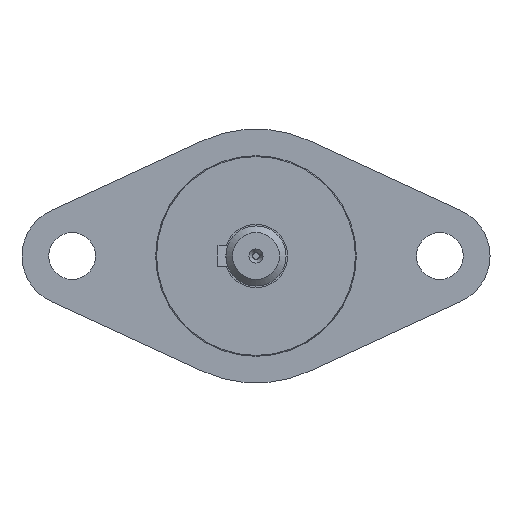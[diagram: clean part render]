
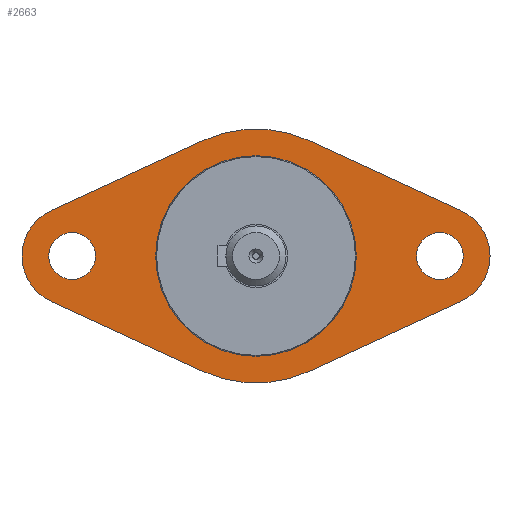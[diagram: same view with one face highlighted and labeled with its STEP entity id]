
A CAD part, left-side view. The second image highlights one B-rep face of the part: STEP entity #2663.
In plain terms, the highlighted planar face has unit normal (-1, 0, 0).
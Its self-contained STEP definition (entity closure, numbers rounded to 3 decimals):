
#114=LINE('',#3998,#340);
#118=LINE('',#4010,#344);
#122=LINE('',#4022,#348);
#126=LINE('',#4032,#352);
#340=VECTOR('',#3246,10.);
#344=VECTOR('',#3258,10.);
#348=VECTOR('',#3270,10.);
#352=VECTOR('',#3282,10.);
#689=FACE_BOUND('',#909,.T.);
#690=FACE_BOUND('',#910,.T.);
#691=FACE_BOUND('',#911,.T.);
#756=FACE_OUTER_BOUND('',#908,.T.);
#908=EDGE_LOOP('',(#1969,#1970,#1971,#1972,#1973,#1974,#1975,#1976));
#909=EDGE_LOOP('',(#1977));
#910=EDGE_LOOP('',(#1978));
#911=EDGE_LOOP('',(#1979,#1980));
#1082=CIRCLE('',#2864,3.5);
#1084=CIRCLE('',#2867,3.5);
#1086=CIRCLE('',#2870,7.5);
#1088=CIRCLE('',#2874,19.);
#1090=CIRCLE('',#2878,7.5);
#1092=CIRCLE('',#2882,19.);
#1099=CIRCLE('',#2894,15.);
#1100=CIRCLE('',#2895,15.);
#1212=VERTEX_POINT('',#3976);
#1214=VERTEX_POINT('',#3982);
#1217=VERTEX_POINT('',#3989);
#1218=VERTEX_POINT('',#3991);
#1220=VERTEX_POINT('',#3997);
#1222=VERTEX_POINT('',#4003);
#1224=VERTEX_POINT('',#4009);
#1226=VERTEX_POINT('',#4015);
#1228=VERTEX_POINT('',#4021);
#1230=VERTEX_POINT('',#4027);
#1237=VERTEX_POINT('',#4051);
#1238=VERTEX_POINT('',#4052);
#1483=EDGE_CURVE('',#1212,#1212,#1082,.T.);
#1486=EDGE_CURVE('',#1214,#1214,#1084,.T.);
#1489=EDGE_CURVE('',#1218,#1217,#1086,.T.);
#1492=EDGE_CURVE('',#1220,#1218,#114,.T.);
#1495=EDGE_CURVE('',#1222,#1220,#1088,.T.);
#1498=EDGE_CURVE('',#1224,#1222,#118,.T.);
#1501=EDGE_CURVE('',#1226,#1224,#1090,.T.);
#1504=EDGE_CURVE('',#1228,#1226,#122,.T.);
#1507=EDGE_CURVE('',#1230,#1228,#1092,.T.);
#1510=EDGE_CURVE('',#1217,#1230,#126,.T.);
#1519=EDGE_CURVE('',#1237,#1238,#1099,.T.);
#1520=EDGE_CURVE('',#1238,#1237,#1100,.T.);
#1969=ORIENTED_EDGE('',*,*,#1501,.T.);
#1970=ORIENTED_EDGE('',*,*,#1498,.T.);
#1971=ORIENTED_EDGE('',*,*,#1495,.T.);
#1972=ORIENTED_EDGE('',*,*,#1492,.T.);
#1973=ORIENTED_EDGE('',*,*,#1489,.T.);
#1974=ORIENTED_EDGE('',*,*,#1510,.T.);
#1975=ORIENTED_EDGE('',*,*,#1507,.T.);
#1976=ORIENTED_EDGE('',*,*,#1504,.T.);
#1977=ORIENTED_EDGE('',*,*,#1483,.T.);
#1978=ORIENTED_EDGE('',*,*,#1486,.T.);
#1979=ORIENTED_EDGE('',*,*,#1519,.T.);
#1980=ORIENTED_EDGE('',*,*,#1520,.T.);
#2549=PLANE('',#2896);
#2663=ADVANCED_FACE('',(#756,#689,#690,#691),#2549,.T.);
#2864=AXIS2_PLACEMENT_3D('',#3978,#3226,#3227);
#2867=AXIS2_PLACEMENT_3D('',#3984,#3233,#3234);
#2870=AXIS2_PLACEMENT_3D('',#3992,#3240,#3241);
#2874=AXIS2_PLACEMENT_3D('',#4004,#3252,#3253);
#2878=AXIS2_PLACEMENT_3D('',#4016,#3264,#3265);
#2882=AXIS2_PLACEMENT_3D('',#4028,#3276,#3277);
#2894=AXIS2_PLACEMENT_3D('',#4053,#3305,#3306);
#2895=AXIS2_PLACEMENT_3D('',#4054,#3307,#3308);
#2896=AXIS2_PLACEMENT_3D('',#4056,#3310,#3311);
#3226=DIRECTION('center_axis',(1.,0.,0.));
#3227=DIRECTION('ref_axis',(0.,0.,
1.));
#3233=DIRECTION('center_axis',(1.,0.,0.));
#3234=DIRECTION('ref_axis',(0.,0.,
1.));
#3240=DIRECTION('center_axis',(-1.,0.,0.));
#3241=DIRECTION('ref_axis',(0.,-0.418,0.908));
#3246=DIRECTION('',(0.,-0.908,0.418));
#3252=DIRECTION('center_axis',(-1.,0.,0.));
#3253=DIRECTION('ref_axis',(0.,-0.418,-0.908));
#3258=DIRECTION('',(0.,-0.908,-0.418));
#3264=DIRECTION('center_axis',(-1.,0.,0.));
#3265=DIRECTION('ref_axis',(0.,0.418,-0.908));
#3270=DIRECTION('',(0.,0.908,-0.418));
#3276=DIRECTION('center_axis',(-1.,0.,0.));
#3277=DIRECTION('ref_axis',(0.,0.418,0.908));
#3282=DIRECTION('',(0.,0.908,0.418));
#3305=DIRECTION('center_axis',(1.,0.,0.));
#3306=DIRECTION('ref_axis',(0.,1.,0.));
#3307=DIRECTION('center_axis',(1.,0.,0.));
#3308=DIRECTION('ref_axis',(0.,1.,0.));
#3310=DIRECTION('center_axis',(-1.,0.,0.));
#3311=DIRECTION('ref_axis',(0.,0.,
1.));
#3976=CARTESIAN_POINT('',(-91.9,-27.5,-3.5));
#3978=CARTESIAN_POINT('Origin',(-91.9,-27.5,0.));
#3982=CARTESIAN_POINT('',(-91.9,27.5,-3.5));
#3984=CARTESIAN_POINT('Origin',(-91.9,27.5,0.));
#3989=CARTESIAN_POINT('',(-91.9,-30.636,6.813));
#3991=CARTESIAN_POINT('',(-91.9,-30.636,-6.813));
#3992=CARTESIAN_POINT('Origin',(-91.9,-27.5,0.));
#3997=CARTESIAN_POINT('',(-91.9,-7.945,-17.259));
#3998=CARTESIAN_POINT('',(-91.9,-8.977,-16.784));
#4003=CARTESIAN_POINT('',(-91.9,7.945,-17.259));
#4004=CARTESIAN_POINT('Origin',(-91.9,0.,
0.));
#4009=CARTESIAN_POINT('',(-91.9,30.636,-6.813));
#4010=CARTESIAN_POINT('',(-91.9,18.26,-12.511));
#4015=CARTESIAN_POINT('',(-91.9,30.636,6.813));
#4016=CARTESIAN_POINT('Origin',(-91.9,27.5,0.));
#4021=CARTESIAN_POINT('',(-91.9,7.945,17.259));
#4022=CARTESIAN_POINT('',(-91.9,29.605,7.288));
#4027=CARTESIAN_POINT('',(-91.9,-7.945,17.259));
#4028=CARTESIAN_POINT('Origin',(-91.9,0.,
0.));
#4032=CARTESIAN_POINT('',(-91.9,2.369,22.007));
#4051=CARTESIAN_POINT('',(-91.9,15.,0.));
#4052=CARTESIAN_POINT('',(-91.9,-15.,0.));
#4053=CARTESIAN_POINT('Origin',(-91.9,0.,
0.));
#4054=CARTESIAN_POINT('Origin',(-91.9,0.,
0.));
#4056=CARTESIAN_POINT('Origin',(-91.9,25.,0.));
